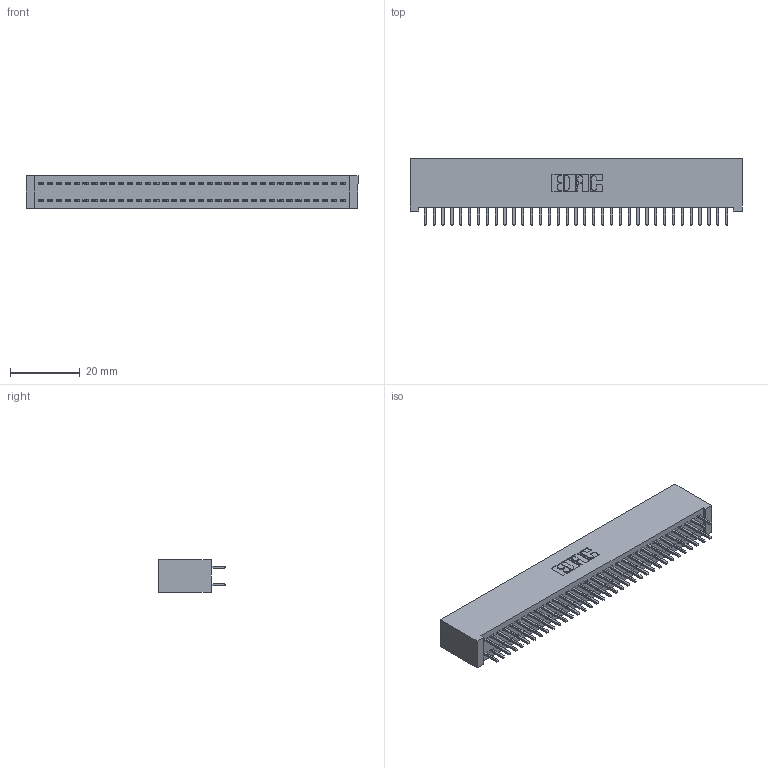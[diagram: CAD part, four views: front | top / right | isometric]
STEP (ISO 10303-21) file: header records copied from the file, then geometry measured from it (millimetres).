
FILE_DESCRIPTION (( 'STEP AP203' ), '1' );
FILE_NAME ('392-070-521-201.STEP', '2019-10-09T11:56:56', ( '' ), ( '' ), 'SwSTEP 2.0', 'SolidWorks 2016', '' );
FILE_SCHEMA (( 'CONFIG_CONTROL_DESIGN' ));
Length unit declared in the file: inch
Products named in the file (3): 392-070-521-201; 342 Part_Lugless; 345-292-001_345-293-121
Assembly tree (71 placements, depth 2):
  392-070-521-201
    342 Part_Lugless
    345-292-001_345-293-121  x70
Bounding box: 95.15 x 19.06 x 9.4 mm (x, y, z)
Volume: 8926.9 mm3; surface area: 14611 mm2
Topology: 71 solids, 71 shells, 3742 faces, 11125 edges, 7322 vertices
Faces by surface type: plane 2582, cylinder 1160
Entity records: 23031 total; most frequent: CARTESIAN_POINT 3822, ORIENTED_EDGE 3758, DIRECTION 3271, EDGE_CURVE 1879, LINE 1759, VECTOR 1759, VERTEX_POINT 1250, AXIS2_PLACEMENT_3D 756
